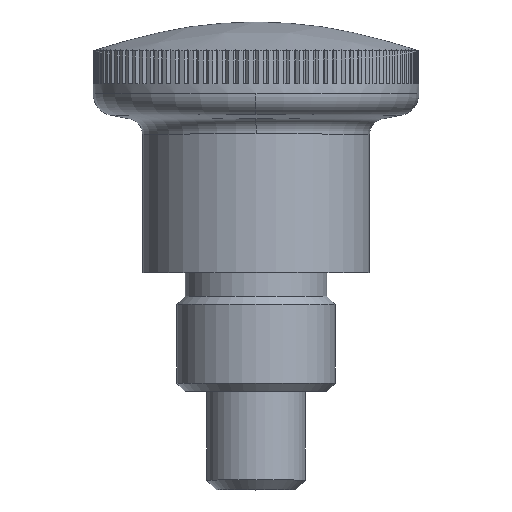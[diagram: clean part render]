
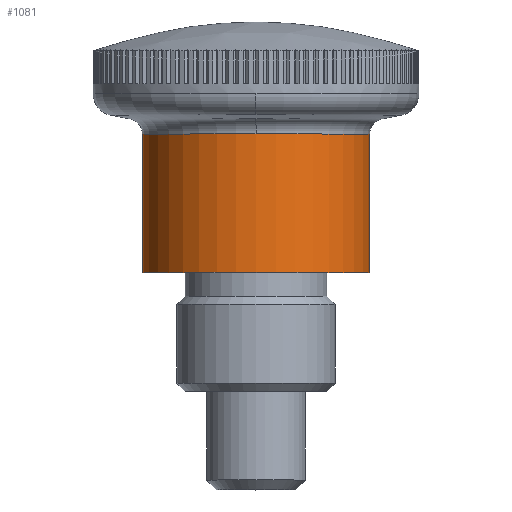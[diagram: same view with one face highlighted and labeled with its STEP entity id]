
A CAD part, top view. The second image highlights one B-rep face of the part: STEP entity #1081.
In plain terms, the highlighted cylindrical face has radius 11.5 mm (diameter 23 mm), a partial arc.
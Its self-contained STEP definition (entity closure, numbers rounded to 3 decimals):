
#1081=ADVANCED_FACE('',(#2186),#2187,.T.);
#2186=FACE_OUTER_BOUND('',#3321,.T.);
#2187=CYLINDRICAL_SURFACE('',#3322,11.5);
#3321=EDGE_LOOP('',(#6781,#6782,#6783,#6784,#6785));
#3322=AXIS2_PLACEMENT_3D('',#6786,#6787,#6788);
#6781=ORIENTED_EDGE('',*,*,#7087,.T.);
#6782=ORIENTED_EDGE('',*,*,#8415,.F.);
#6783=ORIENTED_EDGE('',*,*,#7083,.F.);
#6784=ORIENTED_EDGE('',*,*,#7089,.T.);
#6785=ORIENTED_EDGE('',*,*,#8391,.T.);
#6786=CARTESIAN_POINT('',(0.0,7.013,0.0));
#6787=DIRECTION('',(-0.0,1.0,0.0));
#6788=DIRECTION('',(1.0,0.0,0.0));
#7083=EDGE_CURVE('',#8541,#8543,#8544,.T.);
#7087=EDGE_CURVE('',#8549,#8550,#8551,.T.);
#7089=EDGE_CURVE('',#8541,#8552,#8554,.T.);
#8391=EDGE_CURVE('',#8552,#8549,#10511,.T.);
#8415=EDGE_CURVE('',#8543,#8550,#10537,.T.);
#8541=VERTEX_POINT('',#10703);
#8543=VERTEX_POINT('',#10705);
#8544=CIRCLE('',#10706,11.5);
#8549=VERTEX_POINT('',#10711);
#8550=VERTEX_POINT('',#10712);
#8551=LINE('',#10713,#10714);
#8552=VERTEX_POINT('',#10715);
#8554=LINE('',#10717,#10718);
#10511=CIRCLE('',#13240,11.5);
#10537=CIRCLE('',#13279,11.5);
#10703=CARTESIAN_POINT('',(-11.5,14.025,0.));
#10705=CARTESIAN_POINT('',(0.,14.025,11.5));
#10706=AXIS2_PLACEMENT_3D('',#13610,#13611,#13612);
#10711=CARTESIAN_POINT('',(11.5,0.0,0.0));
#10712=CARTESIAN_POINT('',(11.5,14.025,0.0));
#10713=CARTESIAN_POINT('',(11.5,7.013,0.));
#10714=VECTOR('',#13619,1.0);
#10715=CARTESIAN_POINT('',(-11.5,0.0,0.));
#10717=CARTESIAN_POINT('',(-11.5,7.013,0.));
#10718=VECTOR('',#13623,1.0);
#13240=AXIS2_PLACEMENT_3D('',#15419,#15420,#15421);
#13279=AXIS2_PLACEMENT_3D('',#15438,#15439,#15440);
#13610=CARTESIAN_POINT('',(0.0,14.025,0.0));
#13611=DIRECTION('',(-0.0,1.0,0.0));
#13612=DIRECTION('',(1.0,0.0,0.0));
#13619=DIRECTION('',(0.0,1.0,0.0));
#13623=DIRECTION('',(-0.0,-1.0,-0.0));
#15419=CARTESIAN_POINT('',(0.0,0.0,0.0));
#15420=DIRECTION('',(-0.0,1.0,0.0));
#15421=DIRECTION('',(1.0,0.0,0.0));
#15438=CARTESIAN_POINT('',(0.0,14.025,0.0));
#15439=DIRECTION('',(-0.0,1.0,0.0));
#15440=DIRECTION('',(1.0,0.0,0.0));
